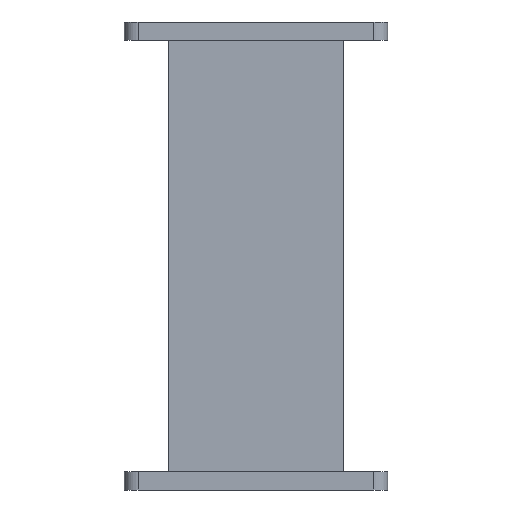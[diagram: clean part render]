
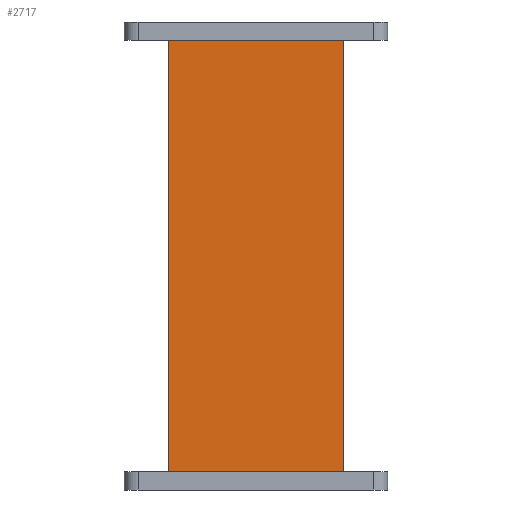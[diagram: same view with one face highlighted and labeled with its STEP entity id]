
A CAD part, front view. The second image highlights one B-rep face of the part: STEP entity #2717.
In plain terms, the highlighted planar face has unit normal (0, -1, 0).
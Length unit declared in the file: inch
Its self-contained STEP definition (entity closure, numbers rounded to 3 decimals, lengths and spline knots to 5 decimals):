
#65 = CARTESIAN_POINT ( 'NONE',  ( -1.5, -0.75, -3.68504 ) ) ;
#141 = CARTESIAN_POINT ( 'NONE',  ( 1.5, -0.75, 3.68504 ) ) ;
#331 = CARTESIAN_POINT ( 'NONE',  ( 1.5, -0.75, -3.68504 ) ) ;
#337 = VERTEX_POINT ( 'NONE', #3100 ) ;
#544 = DIRECTION ( 'NONE',  ( -1., 0., 0. ) ) ;
#656 = EDGE_CURVE ( 'NONE', #337, #835, #1312, .T. ) ;
#757 = CARTESIAN_POINT ( 'NONE',  ( -1.5, -0.75, 3.68504 ) ) ;
#835 = VERTEX_POINT ( 'NONE', #331 ) ;
#939 = EDGE_CURVE ( 'NONE', #1964, #2788, #2786, .T. ) ;
#999 = AXIS2_PLACEMENT_3D ( 'NONE', #2554, #1806, #1772 ) ;
#1122 = VECTOR ( 'NONE', #2071, 39.37008 ) ;
#1199 = ORIENTED_EDGE ( 'NONE', *, *, #939, .T. ) ;
#1312 = LINE ( 'NONE', #65, #3178 ) ;
#1326 = CARTESIAN_POINT ( 'NONE',  ( 1.5, -0.75, 4. ) ) ;
#1388 = EDGE_CURVE ( 'NONE', #2788, #337, #2548, .T. ) ;
#1515 = FACE_OUTER_BOUND ( 'NONE', #1517, .T. ) ;
#1517 = EDGE_LOOP ( 'NONE', ( #2847, #2794, #3234, #1199 ) ) ;
#1564 = PLANE ( 'NONE',  #999 ) ;
#1565 = LINE ( 'NONE', #1326, #1122 ) ;
#1769 = EDGE_CURVE ( 'NONE', #1964, #835, #1565, .T. ) ;
#1772 = DIRECTION ( 'NONE',  ( 1., 0., 0. ) ) ;
#1800 = CARTESIAN_POINT ( 'NONE',  ( -1.5, -0.75, 4. ) ) ;
#1806 = DIRECTION ( 'NONE',  ( 0., 1., 0. ) ) ;
#1964 = VERTEX_POINT ( 'NONE', #141 ) ;
#2042 = DIRECTION ( 'NONE',  ( 0., 0., -1. ) ) ;
#2061 = DIRECTION ( 'NONE',  ( 1., 0., 0. ) ) ;
#2071 = DIRECTION ( 'NONE',  ( 0., 0., -1. ) ) ;
#2158 = VECTOR ( 'NONE', #2042, 39.37008 ) ;
#2548 = LINE ( 'NONE', #1800, #2158 ) ;
#2554 = CARTESIAN_POINT ( 'NONE',  ( -1.5, -0.75, 4. ) ) ;
#2717 = ADVANCED_FACE ( 'NONE', ( #1515 ), #1564, .F. ) ;
#2786 = LINE ( 'NONE', #757, #3012 ) ;
#2788 = VERTEX_POINT ( 'NONE', #3087 ) ;
#2794 = ORIENTED_EDGE ( 'NONE', *, *, #656, .T. ) ;
#2847 = ORIENTED_EDGE ( 'NONE', *, *, #1388, .T. ) ;
#3012 = VECTOR ( 'NONE', #544, 39.37008 ) ;
#3087 = CARTESIAN_POINT ( 'NONE',  ( -1.5, -0.75, 3.68504 ) ) ;
#3100 = CARTESIAN_POINT ( 'NONE',  ( -1.5, -0.75, -3.68504 ) ) ;
#3178 = VECTOR ( 'NONE', #2061, 39.37008 ) ;
#3234 = ORIENTED_EDGE ( 'NONE', *, *, #1769, .F. ) ;
